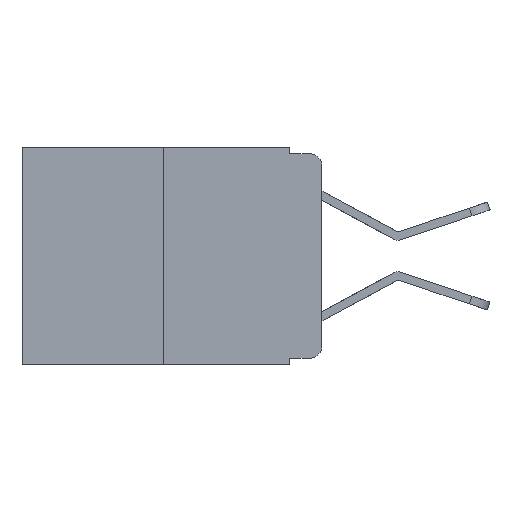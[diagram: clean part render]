
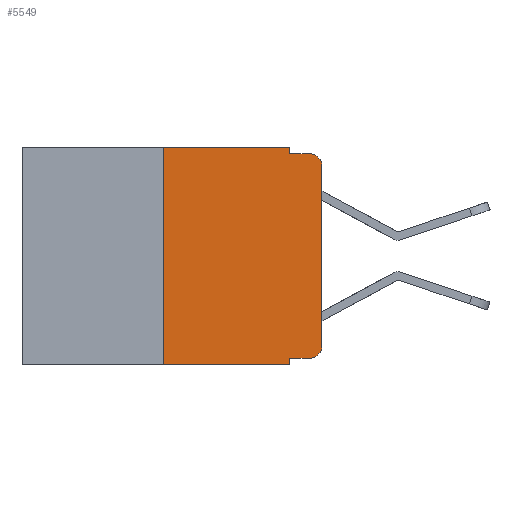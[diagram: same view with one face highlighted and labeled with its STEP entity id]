
A CAD part, left-side view. The second image highlights one B-rep face of the part: STEP entity #5549.
In plain terms, the highlighted planar face has unit normal (-1, 0, 0).
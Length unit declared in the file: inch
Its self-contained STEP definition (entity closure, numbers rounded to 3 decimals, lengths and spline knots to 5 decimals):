
#116 = LINE ( 'NONE', #5166, #8316 ) ;
#166 = DIRECTION ( 'NONE',  ( -1., 0., 0. ) ) ;
#544 = EDGE_CURVE ( 'NONE', #8678, #11364, #12627, .T. ) ;
#604 = DIRECTION ( 'NONE',  ( 0., 0., -1. ) ) ;
#1280 = CARTESIAN_POINT ( 'NONE',  ( 0., 0.02, -0.03 ) ) ;
#1413 = DIRECTION ( 'NONE',  ( 0., 0., 1. ) ) ;
#1642 = DIRECTION ( 'NONE',  ( 1., 0., 0. ) ) ;
#1768 = CARTESIAN_POINT ( 'NONE',  ( 0., 0.473, 0. ) ) ;
#1948 = CARTESIAN_POINT ( 'NONE',  ( 0., 0., -0.03 ) ) ;
#2970 = AXIS2_PLACEMENT_3D ( 'NONE', #14309, #1642, #604 ) ;
#3311 = CIRCLE ( 'NONE', #9066, 0.02 ) ;
#3445 = CARTESIAN_POINT ( 'NONE',  ( 0., 0.051, -0.343 ) ) ;
#3964 = EDGE_CURVE ( 'NONE', #15521, #10548, #11999, .T. ) ;
#4022 = LINE ( 'NONE', #8776, #6673 ) ;
#4193 = PLANE ( 'NONE',  #2970 ) ;
#4201 = EDGE_CURVE ( 'NONE', #11971, #5591, #4022, .T. ) ;
#4276 = LINE ( 'NONE', #13177, #11587 ) ;
#4503 = EDGE_CURVE ( 'NONE', #10548, #6415, #12975, .T. ) ;
#4598 = CARTESIAN_POINT ( 'NONE',  ( 0., 0., -0.313 ) ) ;
#4674 = AXIS2_PLACEMENT_3D ( 'NONE', #1280, #166, #6305 ) ;
#4752 = ORIENTED_EDGE ( 'NONE', *, *, #8444, .F. ) ;
#4866 = CARTESIAN_POINT ( 'NONE',  ( 0., 0.051, -0.333 ) ) ;
#5085 = DIRECTION ( 'NONE',  ( 0., -1., 0. ) ) ;
#5166 = CARTESIAN_POINT ( 'NONE',  ( 0., 0.051, -0.01 ) ) ;
#5174 = DIRECTION ( 'NONE',  ( 0., 0., -1. ) ) ;
#5525 = DIRECTION ( 'NONE',  ( 0., 0., -1. ) ) ;
#5549 = ADVANCED_FACE ( 'NONE', ( #14070 ), #4193, .F. ) ;
#5567 = ORIENTED_EDGE ( 'NONE', *, *, #6780, .T. ) ;
#5590 = VECTOR ( 'NONE', #5525, 39.37008 ) ;
#5591 = VERTEX_POINT ( 'NONE', #3445 ) ;
#5777 = CARTESIAN_POINT ( 'NONE',  ( 0., 0.25, 0. ) ) ;
#5799 = ORIENTED_EDGE ( 'NONE', *, *, #14910, .T. ) ;
#5996 = CARTESIAN_POINT ( 'NONE',  ( 0., 0.02, -0.01 ) ) ;
#6068 = ORIENTED_EDGE ( 'NONE', *, *, #13247, .T. ) ;
#6305 = DIRECTION ( 'NONE',  ( 0., 0., -1. ) ) ;
#6415 = VERTEX_POINT ( 'NONE', #9543 ) ;
#6673 = VECTOR ( 'NONE', #5174, 39.37008 ) ;
#6693 = DIRECTION ( 'NONE',  ( 0., 0., -1. ) ) ;
#6780 = EDGE_CURVE ( 'NONE', #15521, #5591, #4276, .T. ) ;
#6815 = EDGE_CURVE ( 'NONE', #6415, #7720, #6978, .T. ) ;
#6978 = LINE ( 'NONE', #7976, #5590 ) ;
#7093 = EDGE_LOOP ( 'NONE', ( #7097, #5799, #4752, #9262, #11795, #10288, #5567, #12203, #12078, #6068 ) ) ;
#7097 = ORIENTED_EDGE ( 'NONE', *, *, #544, .T. ) ;
#7720 = VERTEX_POINT ( 'NONE', #11534 ) ;
#7976 = CARTESIAN_POINT ( 'NONE',  ( 0., 0.051, 0. ) ) ;
#8232 = DIRECTION ( 'NONE',  ( 0., -1., 0. ) ) ;
#8299 = CARTESIAN_POINT ( 'NONE',  ( 0., 0.051, -0.333 ) ) ;
#8316 = VECTOR ( 'NONE', #5085, 39.37008 ) ;
#8444 = EDGE_CURVE ( 'NONE', #7720, #14302, #116, .T. ) ;
#8678 = VERTEX_POINT ( 'NONE', #4598 ) ;
#8776 = CARTESIAN_POINT ( 'NONE',  ( 0., 0.051, 0. ) ) ;
#9066 = AXIS2_PLACEMENT_3D ( 'NONE', #15324, #9308, #6693 ) ;
#9162 = DIRECTION ( 'NONE',  ( 0., -1., 0. ) ) ;
#9262 = ORIENTED_EDGE ( 'NONE', *, *, #6815, .F. ) ;
#9273 = DIRECTION ( 'NONE',  ( 0., -1., 0. ) ) ;
#9308 = DIRECTION ( 'NONE',  ( -1., 0., 0. ) ) ;
#9543 = CARTESIAN_POINT ( 'NONE',  ( 0., 0.051, 0. ) ) ;
#9808 = VECTOR ( 'NONE', #1413, 39.37008 ) ;
#10288 = ORIENTED_EDGE ( 'NONE', *, *, #3964, .F. ) ;
#10487 = EDGE_CURVE ( 'NONE', #11971, #13382, #13431, .T. ) ;
#10548 = VERTEX_POINT ( 'NONE', #5777 ) ;
#10842 = VECTOR ( 'NONE', #9162, 39.37008 ) ;
#10871 = CARTESIAN_POINT ( 'NONE',  ( 0., 0.02, -0.333 ) ) ;
#11364 = VERTEX_POINT ( 'NONE', #1948 ) ;
#11456 = CIRCLE ( 'NONE', #4674, 0.02 ) ;
#11534 = CARTESIAN_POINT ( 'NONE',  ( 0., 0.051, -0.01 ) ) ;
#11587 = VECTOR ( 'NONE', #9273, 39.37008 ) ;
#11795 = ORIENTED_EDGE ( 'NONE', *, *, #4503, .F. ) ;
#11971 = VERTEX_POINT ( 'NONE', #4866 ) ;
#11999 = LINE ( 'NONE', #12156, #15828 ) ;
#12076 = DIRECTION ( 'NONE',  ( 0., 0., 1. ) ) ;
#12078 = ORIENTED_EDGE ( 'NONE', *, *, #10487, .T. ) ;
#12156 = CARTESIAN_POINT ( 'NONE',  ( 0., 0.25, 0. ) ) ;
#12203 = ORIENTED_EDGE ( 'NONE', *, *, #4201, .F. ) ;
#12627 = LINE ( 'NONE', #13681, #9808 ) ;
#12975 = LINE ( 'NONE', #1768, #10842 ) ;
#13177 = CARTESIAN_POINT ( 'NONE',  ( 0., 0.473, -0.343 ) ) ;
#13247 = EDGE_CURVE ( 'NONE', #13382, #8678, #3311, .T. ) ;
#13382 = VERTEX_POINT ( 'NONE', #10871 ) ;
#13410 = CARTESIAN_POINT ( 'NONE',  ( 0., 0.25, -0.343 ) ) ;
#13431 = LINE ( 'NONE', #8299, #15637 ) ;
#13681 = CARTESIAN_POINT ( 'NONE',  ( 0., 0., 0. ) ) ;
#14070 = FACE_OUTER_BOUND ( 'NONE', #7093, .T. ) ;
#14302 = VERTEX_POINT ( 'NONE', #5996 ) ;
#14309 = CARTESIAN_POINT ( 'NONE',  ( 0., 0.473, 0. ) ) ;
#14910 = EDGE_CURVE ( 'NONE', #11364, #14302, #11456, .T. ) ;
#15324 = CARTESIAN_POINT ( 'NONE',  ( 0., 0.02, -0.313 ) ) ;
#15521 = VERTEX_POINT ( 'NONE', #13410 ) ;
#15637 = VECTOR ( 'NONE', #8232, 39.37008 ) ;
#15828 = VECTOR ( 'NONE', #12076, 39.37008 ) ;
